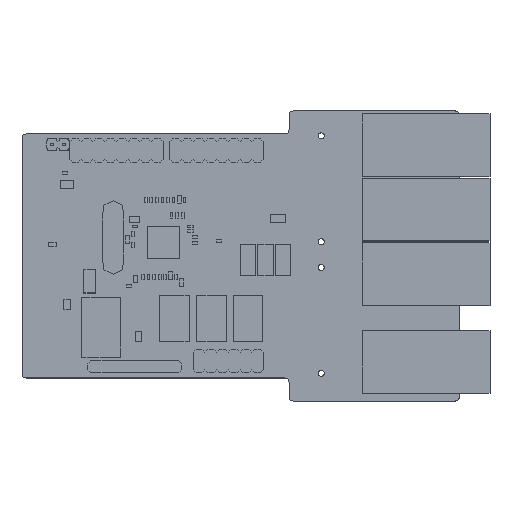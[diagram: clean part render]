
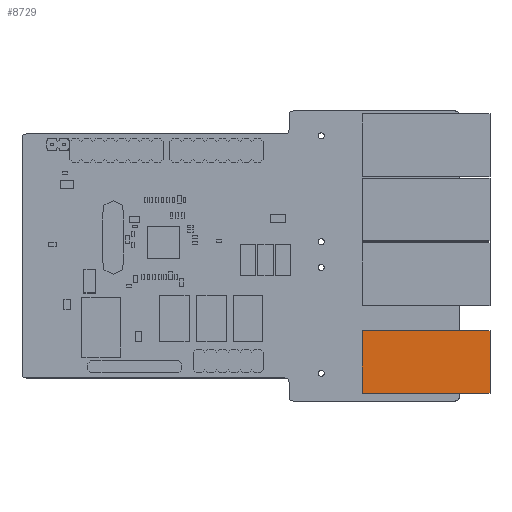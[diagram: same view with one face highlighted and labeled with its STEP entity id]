
A CAD part, top view. The second image highlights one B-rep face of the part: STEP entity #8729.
In plain terms, the highlighted planar face has unit normal (0, 0, 1).
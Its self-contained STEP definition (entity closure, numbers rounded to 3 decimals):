
#8600 = VERTEX_POINT('',#8601);
#8601 = CARTESIAN_POINT('',(13.849,6.799,12.5));
#8607 = EDGE_CURVE('',#8600,#8608,#8610,.T.);
#8608 = VERTEX_POINT('',#8609);
#8609 = CARTESIAN_POINT('',(13.849,-6.799,12.5));
#8610 = LINE('',#8611,#8612);
#8611 = CARTESIAN_POINT('',(13.849,6.799,12.5));
#8612 = VECTOR('',#8613,1.);
#8613 = DIRECTION('',(0.,-1.,0.));
#8638 = EDGE_CURVE('',#8608,#8639,#8641,.T.);
#8639 = VERTEX_POINT('',#8640);
#8640 = CARTESIAN_POINT('',(-13.849,-6.799,12.5));
#8641 = LINE('',#8642,#8643);
#8642 = CARTESIAN_POINT('',(13.849,-6.799,12.5));
#8643 = VECTOR('',#8644,1.);
#8644 = DIRECTION('',(-1.,0.,0.));
#8669 = EDGE_CURVE('',#8639,#8670,#8672,.T.);
#8670 = VERTEX_POINT('',#8671);
#8671 = CARTESIAN_POINT('',(-13.849,6.799,12.5));
#8672 = LINE('',#8673,#8674);
#8673 = CARTESIAN_POINT('',(-13.849,-6.799,12.5));
#8674 = VECTOR('',#8675,1.);
#8675 = DIRECTION('',(0.,1.,0.));
#8700 = EDGE_CURVE('',#8670,#8600,#8701,.T.);
#8701 = LINE('',#8702,#8703);
#8702 = CARTESIAN_POINT('',(-13.849,6.799,12.5));
#8703 = VECTOR('',#8704,1.);
#8704 = DIRECTION('',(1.,0.,0.));
#8729 = ADVANCED_FACE('',(#8730),#8736,.T.);
#8730 = FACE_BOUND('',#8731,.F.);
#8731 = EDGE_LOOP('',(#8732,#8733,#8734,#8735));
#8732 = ORIENTED_EDGE('',*,*,#8607,.T.);
#8733 = ORIENTED_EDGE('',*,*,#8638,.T.);
#8734 = ORIENTED_EDGE('',*,*,#8669,.T.);
#8735 = ORIENTED_EDGE('',*,*,#8700,.T.);
#8736 = PLANE('',#8737);
#8737 = AXIS2_PLACEMENT_3D('',#8738,#8739,#8740);
#8738 = CARTESIAN_POINT('',(13.849,6.799,12.5));
#8739 = DIRECTION('',(0.,0.,1.));
#8740 = DIRECTION('',(1.,0.,0.));
